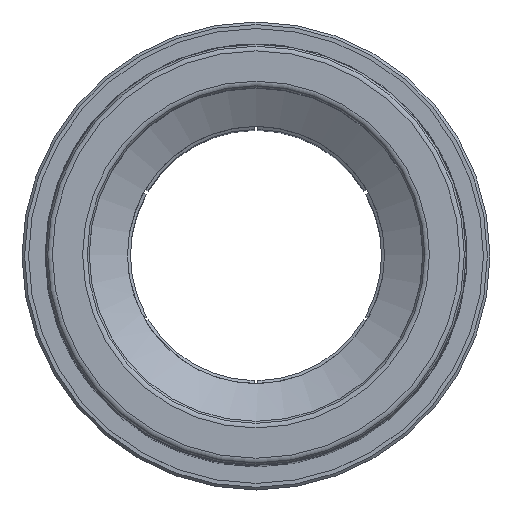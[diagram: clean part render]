
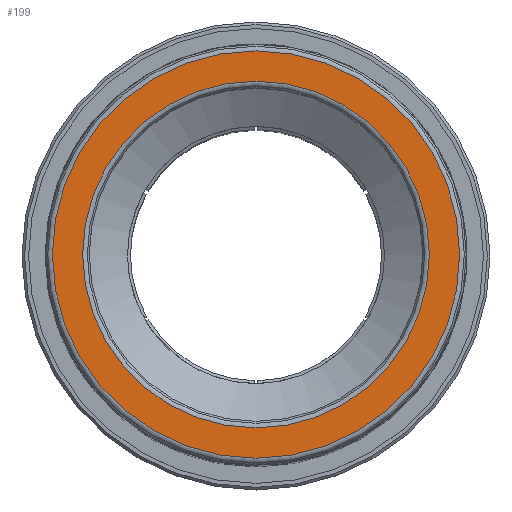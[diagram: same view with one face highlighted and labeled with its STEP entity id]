
A CAD part, top view. The second image highlights one B-rep face of the part: STEP entity #199.
In plain terms, the highlighted planar face has unit normal (0, 0, 1).
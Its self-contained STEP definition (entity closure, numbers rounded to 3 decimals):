
#78=FACE_BOUND('',#329,.T.);
#79=FACE_BOUND('',#330,.T.);
#161=PLANE('',#1384);
#199=ADVANCED_FACE('',(#78,#79),#161,.F.);
#329=EDGE_LOOP('',(#591));
#330=EDGE_LOOP('',(#592));
#408=CIRCLE('',#1381,13.15);
#409=CIRCLE('',#1383,15.45);
#591=ORIENTED_EDGE('',*,*,#1041,.T.);
#592=ORIENTED_EDGE('',*,*,#1042,.T.);
#890=VERTEX_POINT('',#2498);
#891=VERTEX_POINT('',#2501);
#1041=EDGE_CURVE('',#890,#890,#408,.T.);
#1042=EDGE_CURVE('',#891,#891,#409,.T.);
#1381=AXIS2_PLACEMENT_3D('',#2497,#1608,#1609);
#1383=AXIS2_PLACEMENT_3D('',#2500,#1612,#1613);
#1384=AXIS2_PLACEMENT_3D('',#2502,#1614,#1615);
#1608=DIRECTION('',(0.,0.,-1.));
#1609=DIRECTION('',(1.,0.,0.));
#1612=DIRECTION('',(0.,0.,1.));
#1613=DIRECTION('',(-1.,0.,0.));
#1614=DIRECTION('',(0.,0.,-1.));
#1615=DIRECTION('',(1.,0.,0.));
#2497=CARTESIAN_POINT('',(0.,0.,60.5));
#2498=CARTESIAN_POINT('',(13.15,0.,60.5));
#2500=CARTESIAN_POINT('',(0.,0.,60.5));
#2501=CARTESIAN_POINT('',(-15.45,0.,60.5));
#2502=CARTESIAN_POINT('',(0.,0.,60.5));
